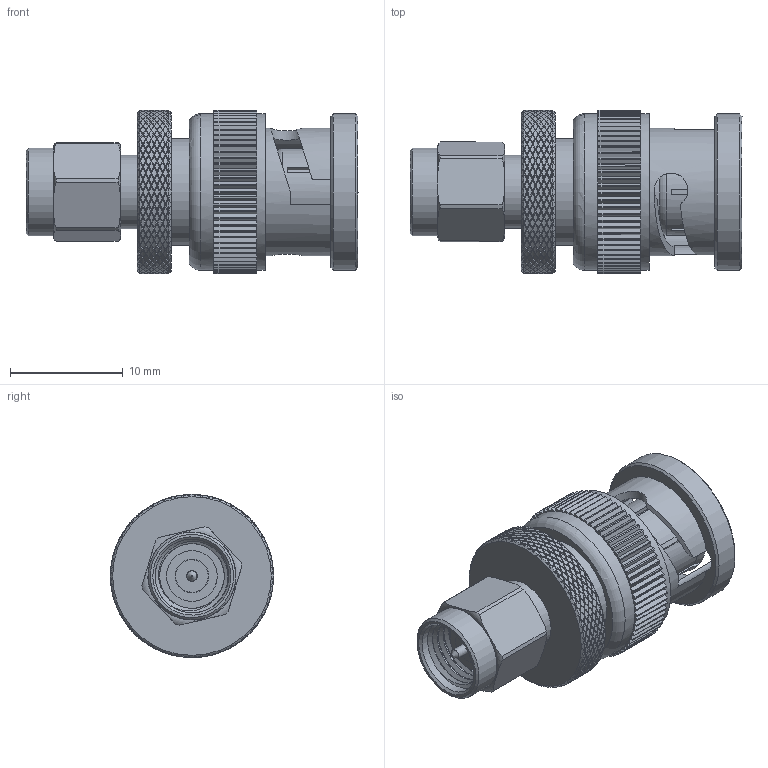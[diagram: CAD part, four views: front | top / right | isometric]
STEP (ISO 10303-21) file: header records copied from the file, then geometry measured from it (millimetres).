
FILE_DESCRIPTION(/* description */ ('Unknown'),/* implementation_level */ '2;1');
FILE_NAME(/* name */ '64403207211000',/* time_stamp */ '2023-03-02T11:48:48+01:00',/* author */ ('Unknown'),/* organization */ ('Unknown'),/* preprocessor_version */ 'ST-DEVELOPER v18.102',/* originating_system */ 'Solid Edge',/* authorisation */ 'Unknown');
FILE_SCHEMA (('AUTOMOTIVE_DESIGN {1 0 10303 214 3 1 1}'));
Products named in the file (1): 64403207211000
Bounding box: 29.51 x 14.51 x 14.5 mm (x, y, z)
Volume: 2452.6 mm3; surface area: 3036 mm2
Topology: 2 solids, 2 shells, 2961 faces, 6317 edges, 3378 vertices
Faces by surface type: bspline 1922, cylinder 578, plane 434, torus 14, cone 13
Full cylindrical faces by diameter (mm): 0.9 x1, 0.95 x1, 1.35 x1, 2.9 x1, 3 x1, 4.5 x1, 4.7 x1, 5 x1, 6.5 x3, 6.55 x5, 6.7 x1, 7.3 x1, 7.7 x1, 7.8 x1, 8.4 x1, 9.5 x1, 9.8 x1, 11.35 x1, 12.8 x1, 13.9 x3
Entity records: 115696 total; most frequent: CARTESIAN_POINT 54133, ORIENTED_EDGE 12466, EDGE_CURVE 6233, DIRECTION 3415, VERTEX_POINT 3342, EDGE_LOOP 3021, FACE_BOUND 3021, ADVANCED_FACE 2955
